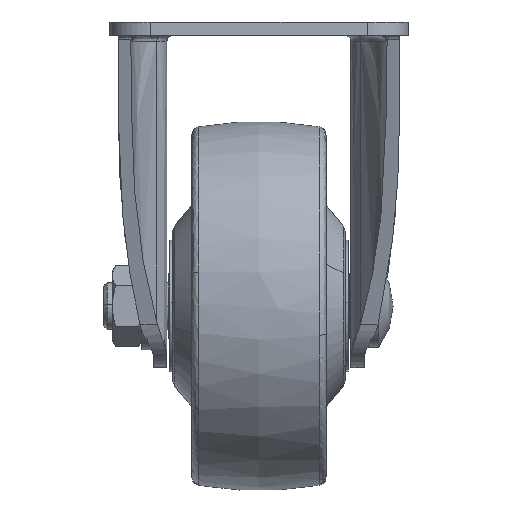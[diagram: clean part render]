
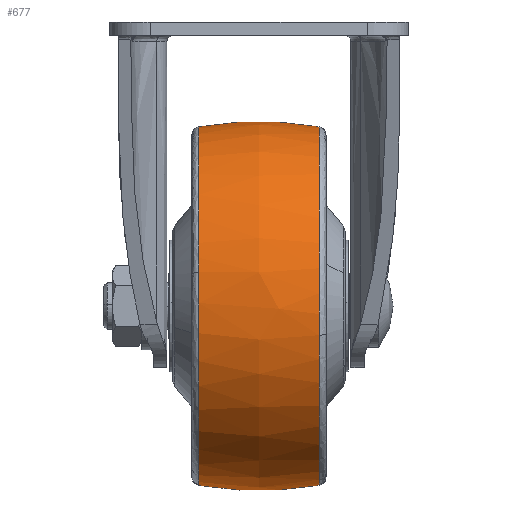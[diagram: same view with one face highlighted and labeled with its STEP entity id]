
A CAD part, left-side view. The second image highlights one B-rep face of the part: STEP entity #677.
In plain terms, the highlighted free-form (B-spline) face has degree [2, 2] with [5, 7] control points.
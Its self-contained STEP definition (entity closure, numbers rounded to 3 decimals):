
#364=CARTESIAN_POINT('',(-30.075,10.256,5.737));
#365=VERTEX_POINT('',#364);
#379=CARTESIAN_POINT('',(0.0,10.256,30.617));
#380=VERTEX_POINT('',#379);
#381=CARTESIAN_POINT('',(0.0,10.256,30.617));
#382=CARTESIAN_POINT('',(-25.328,10.256,30.617));
#383=CARTESIAN_POINT('',(-30.075,10.256,5.737));
#391=(BOUNDED_CURVE()B_SPLINE_CURVE(2,(#381,#382,#383),.UNSPECIFIED.,.F.,.U.)B_SPLINE_CURVE_WITH_KNOTS((3,3),(0.5,0.718),.UNSPECIFIED.)CURVE()GEOMETRIC_REPRESENTATION_ITEM()RATIONAL_B_SPLINE_CURVE((1.0,0.745,0.934))REPRESENTATION_ITEM(''));
#392=EDGE_CURVE('',#380,#365,#391,.T.);
#458=CARTESIAN_POINT('',(0.0,10.256,-30.617));
#459=VERTEX_POINT('',#458);
#473=CARTESIAN_POINT('',(-30.075,10.256,5.737));
#474=CARTESIAN_POINT('',(-30.617,10.256,2.894));
#475=CARTESIAN_POINT('',(-30.617,10.256,0.));
#476=CARTESIAN_POINT('',(-30.617,10.256,-30.617));
#477=CARTESIAN_POINT('',(0.0,10.256,-30.617));
#485=(BOUNDED_CURVE()B_SPLINE_CURVE(2,(#473,#474,#475,#476,#477),.UNSPECIFIED.,.F.,.U.)B_SPLINE_CURVE_WITH_KNOTS((3,2,3),(0.718,0.75,1.0),.UNSPECIFIED.)CURVE()GEOMETRIC_REPRESENTATION_ITEM()RATIONAL_B_SPLINE_CURVE((0.934,0.962,1.0,0.707,1.0))REPRESENTATION_ITEM(''));
#486=EDGE_CURVE('',#365,#459,#485,.T.);
#536=CARTESIAN_POINT('',(0.0,-10.256,-30.617));
#537=VERTEX_POINT('',#536);
#538=CARTESIAN_POINT('',(0.0,-10.256,-30.617));
#539=CARTESIAN_POINT('',(0.,-5.166,-31.5));
#540=CARTESIAN_POINT('',(0.0,0.,-31.5));
#541=CARTESIAN_POINT('',(0.0,5.166,-31.5));
#542=CARTESIAN_POINT('',(0.0,10.256,-30.617));
#550=(BOUNDED_CURVE()B_SPLINE_CURVE(2,(#538,#539,#540,#541,#542),.UNSPECIFIED.,.F.,.U.)B_SPLINE_CURVE_WITH_KNOTS((3,2,3),(0.418,0.5,0.582),.UNSPECIFIED.)CURVE()GEOMETRIC_REPRESENTATION_ITEM()RATIONAL_B_SPLINE_CURVE((0.961,0.977,1.0,0.977,0.961))REPRESENTATION_ITEM(''));
#551=EDGE_CURVE('',#537,#459,#550,.T.);
#555=CARTESIAN_POINT('',(0.0,-10.256,30.617));
#556=VERTEX_POINT('',#555);
#557=CARTESIAN_POINT('',(0.0,-10.256,30.617));
#558=CARTESIAN_POINT('',(0.,-7.189,31.149));
#559=CARTESIAN_POINT('',(0.,-0.327,31.795));
#560=CARTESIAN_POINT('',(0.,6.554,31.26));
#561=CARTESIAN_POINT('',(0.0,10.256,30.617));
#562=B_SPLINE_CURVE_WITH_KNOTS('',3,(#557,#558,#559,#560,#561),.UNSPECIFIED.,.F.,.U.,(4,1,4),(0.,9.341,20.614),.UNSPECIFIED.);
#563=EDGE_CURVE('',#556,#380,#562,.T.);
#598=CARTESIAN_POINT('',(0.851,-11.29,30.428));
#599=CARTESIAN_POINT('',(0.881,-5.696,31.5));
#600=CARTESIAN_POINT('',(0.881,0.,31.5));
#601=CARTESIAN_POINT('',(0.881,5.696,31.5));
#602=CARTESIAN_POINT('',(0.851,11.29,30.428));
#603=CARTESIAN_POINT('',(0.428,-11.29,30.428));
#604=CARTESIAN_POINT('',(0.443,-5.696,31.5));
#605=CARTESIAN_POINT('',(0.443,0.,31.5));
#606=CARTESIAN_POINT('',(0.443,5.696,31.5));
#607=CARTESIAN_POINT('',(0.428,11.29,30.428));
#608=CARTESIAN_POINT('',(-30.428,-11.29,30.428));
#609=CARTESIAN_POINT('',(-31.5,-5.696,31.5));
#610=CARTESIAN_POINT('',(-31.5,0.,31.5));
#611=CARTESIAN_POINT('',(-31.5,5.696,31.5));
#612=CARTESIAN_POINT('',(-30.428,11.29,30.428));
#613=CARTESIAN_POINT('',(-30.428,-11.29,0.));
#614=CARTESIAN_POINT('',(-31.5,-5.696,0.));
#615=CARTESIAN_POINT('',(-31.5,0.,0.));
#616=CARTESIAN_POINT('',(-31.5,5.696,0.));
#617=CARTESIAN_POINT('',(-30.428,11.29,0.));
#618=CARTESIAN_POINT('',(-30.428,-11.29,-30.428));
#619=CARTESIAN_POINT('',(-31.5,-5.696,-31.5));
#620=CARTESIAN_POINT('',(-31.5,0.,-31.5));
#621=CARTESIAN_POINT('',(-31.5,5.696,-31.5));
#622=CARTESIAN_POINT('',(-30.428,11.29,-30.428));
#623=CARTESIAN_POINT('',(0.428,-11.29,-30.428));
#624=CARTESIAN_POINT('',(0.443,-5.696,-31.5));
#625=CARTESIAN_POINT('',(0.443,0.,-31.5));
#626=CARTESIAN_POINT('',(0.443,5.696,-31.5));
#627=CARTESIAN_POINT('',(0.428,11.29,-30.428));
#628=CARTESIAN_POINT('',(0.851,-11.29,-30.428));
#629=CARTESIAN_POINT('',(0.881,-5.696,-31.5));
#630=CARTESIAN_POINT('',(0.881,0.,-31.5));
#631=CARTESIAN_POINT('',(0.881,5.696,-31.5));
#632=CARTESIAN_POINT('',(0.851,11.29,-30.428));
#640=(BOUNDED_SURFACE()B_SPLINE_SURFACE(2,2,((#598,#603,#608,#613,#618,#623,#628),(#599,#604,#609,#614,#619,#624,#629),(#600,#605,#610,#615,#620,#625,#630),(#601,#606,#611,#616,#621,#626,#631),(#602,#607,#612,#617,#622,#627,#632)),.UNSPECIFIED.,.F.,.F.,.U.)B_SPLINE_SURFACE_WITH_KNOTS((3,2,3),(3,1,2,1,3),(0.0,11.585,23.171),(0.0,1.044,53.235,105.426,106.469),.UNSPECIFIED.)GEOMETRIC_REPRESENTATION_ITEM()RATIONAL_B_SPLINE_SURFACE(((0.969,0.964,0.678,0.958,0.678,0.964,0.969),(0.986,0.98,0.689,0.975,0.689,0.98,0.986),(1.012,1.006,0.707,1.0,0.707,1.006,1.012),(0.986,0.98,0.689,0.975,0.689,0.98,0.986),(0.969,0.964,0.678,0.958,0.678,0.964,0.969)))REPRESENTATION_ITEM('')SURFACE());
#641=ORIENTED_EDGE('',*,*,#551,.F.);
#642=CARTESIAN_POINT('',(-30.209,-10.256,-4.979));
#643=VERTEX_POINT('',#642);
#644=CARTESIAN_POINT('',(-30.209,-10.256,-4.979));
#645=CARTESIAN_POINT('',(-25.983,-10.256,-30.617));
#646=CARTESIAN_POINT('',(0.0,-10.256,-30.617));
#654=(BOUNDED_CURVE()B_SPLINE_CURVE(2,(#644,#645,#646),.UNSPECIFIED.,.F.,.U.)B_SPLINE_CURVE_WITH_KNOTS((3,3),(0.778,1.0),.UNSPECIFIED.)CURVE()GEOMETRIC_REPRESENTATION_ITEM()RATIONAL_B_SPLINE_CURVE((0.942,0.74,1.0))REPRESENTATION_ITEM(''));
#655=EDGE_CURVE('',#643,#537,#654,.T.);
#656=ORIENTED_EDGE('',*,*,#655,.F.);
#657=CARTESIAN_POINT('',(0.0,-10.256,30.617));
#658=CARTESIAN_POINT('',(-30.617,-10.256,30.617));
#659=CARTESIAN_POINT('',(-30.617,-10.256,0.));
#660=CARTESIAN_POINT('',(-30.617,-10.256,-2.506));
#661=CARTESIAN_POINT('',(-30.209,-10.256,-4.979));
#669=(BOUNDED_CURVE()B_SPLINE_CURVE(2,(#657,#658,#659,#660,#661),.UNSPECIFIED.,.F.,.U.)B_SPLINE_CURVE_WITH_KNOTS((3,2,3),(0.5,0.75,0.778),.UNSPECIFIED.)CURVE()GEOMETRIC_REPRESENTATION_ITEM()RATIONAL_B_SPLINE_CURVE((1.0,0.707,1.0,0.967,0.942))REPRESENTATION_ITEM(''));
#670=EDGE_CURVE('',#556,#643,#669,.T.);
#671=ORIENTED_EDGE('',*,*,#670,.F.);
#672=ORIENTED_EDGE('',*,*,#563,.T.);
#673=ORIENTED_EDGE('',*,*,#392,.T.);
#674=ORIENTED_EDGE('',*,*,#486,.T.);
#675=EDGE_LOOP('',(#641,#656,#671,#672,#673,#674));
#676=FACE_OUTER_BOUND('',#675,.T.);
#677=ADVANCED_FACE('',(#676),#640,.T.);
